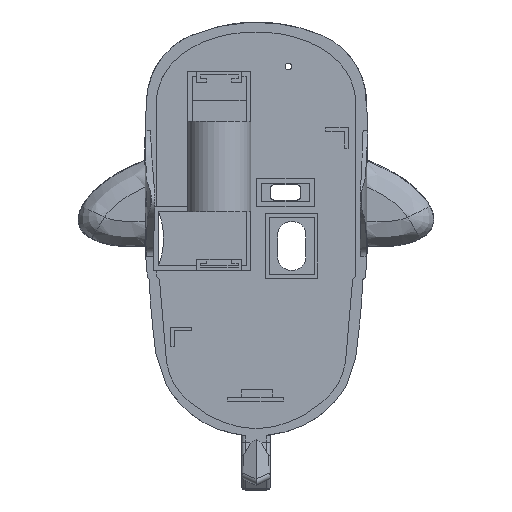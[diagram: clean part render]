
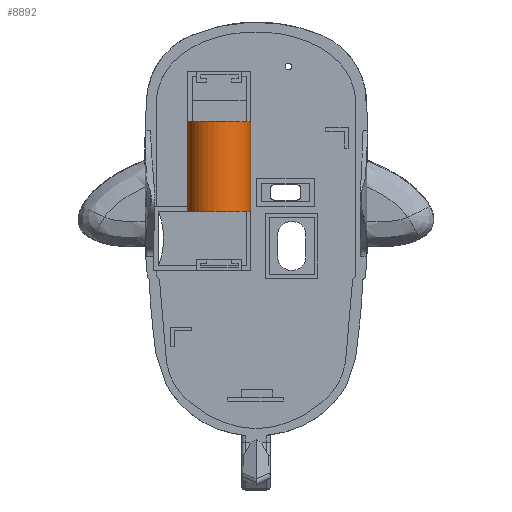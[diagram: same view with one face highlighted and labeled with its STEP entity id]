
A CAD part, top view. The second image highlights one B-rep face of the part: STEP entity #8892.
In plain terms, the highlighted cylindrical face has radius 8.759 mm (diameter 17.518 mm), a partial arc.
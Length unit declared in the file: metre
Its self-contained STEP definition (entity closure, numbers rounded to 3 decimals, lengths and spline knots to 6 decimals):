
#171=CYLINDRICAL_SURFACE('',#9615,0.008759);
#670=LINE('',#14589,#1460);
#684=LINE('',#14614,#1474);
#1460=VECTOR('',#10935,1.);
#1474=VECTOR('',#10957,1.);
#3136=ORIENTED_EDGE('',*,*,#5548,.T.);
#3137=ORIENTED_EDGE('',*,*,#5479,.F.);
#3138=ORIENTED_EDGE('',*,*,#5549,.F.);
#3139=ORIENTED_EDGE('',*,*,#5493,.T.);
#5479=EDGE_CURVE('',#6758,#6759,#670,.T.);
#5493=EDGE_CURVE('',#6766,#6765,#684,.T.);
#5548=EDGE_CURVE('',#6765,#6759,#7318,.T.);
#5549=EDGE_CURVE('',#6766,#6758,#7319,.T.);
#6758=VERTEX_POINT('',#14588);
#6759=VERTEX_POINT('',#14590);
#6765=VERTEX_POINT('',#14613);
#6766=VERTEX_POINT('',#14615);
#7318=CIRCLE('',#9616,0.008759);
#7319=CIRCLE('',#9617,0.008759);
#7637=EDGE_LOOP('',(#3136,#3137,#3138,#3139));
#8168=FACE_BOUND('',#7637,.T.);
#8892=ADVANCED_FACE('',(#8168),#171,.T.);
#9615=AXIS2_PLACEMENT_3D('',#14722,#11060,#11061);
#9616=AXIS2_PLACEMENT_3D('',#14723,#11062,#11063);
#9617=AXIS2_PLACEMENT_3D('',#14724,#11064,#11065);
#10935=DIRECTION('',(0.,1.,0.));
#10957=DIRECTION('',(0.,1.,0.));
#11060=DIRECTION('',(0.,1.,0.));
#11061=DIRECTION('',(0.,0.,1.));
#11062=DIRECTION('',(0.,-1.,0.));
#11063=DIRECTION('',(0.,0.,-1.));
#11064=DIRECTION('',(0.,-1.,0.));
#11065=DIRECTION('',(0.,0.,-1.));
#14588=CARTESIAN_POINT('',(-0.018915,-0.00873,0.010644));
#14589=CARTESIAN_POINT('',(-0.018915,-0.00873,0.010644));
#14590=CARTESIAN_POINT('',(-0.018915,0.01627,0.010644));
#14613=CARTESIAN_POINT('',(-0.001397,0.01627,0.010644));
#14614=CARTESIAN_POINT('',(-0.001397,-0.00873,0.010644));
#14615=CARTESIAN_POINT('',(-0.001397,-0.00873,0.010644));
#14722=CARTESIAN_POINT('',(-0.010156,-0.00873,0.010644));
#14723=CARTESIAN_POINT('',(-0.010156,0.01627,0.010644));
#14724=CARTESIAN_POINT('',(-0.010156,-0.00873,0.010644));
